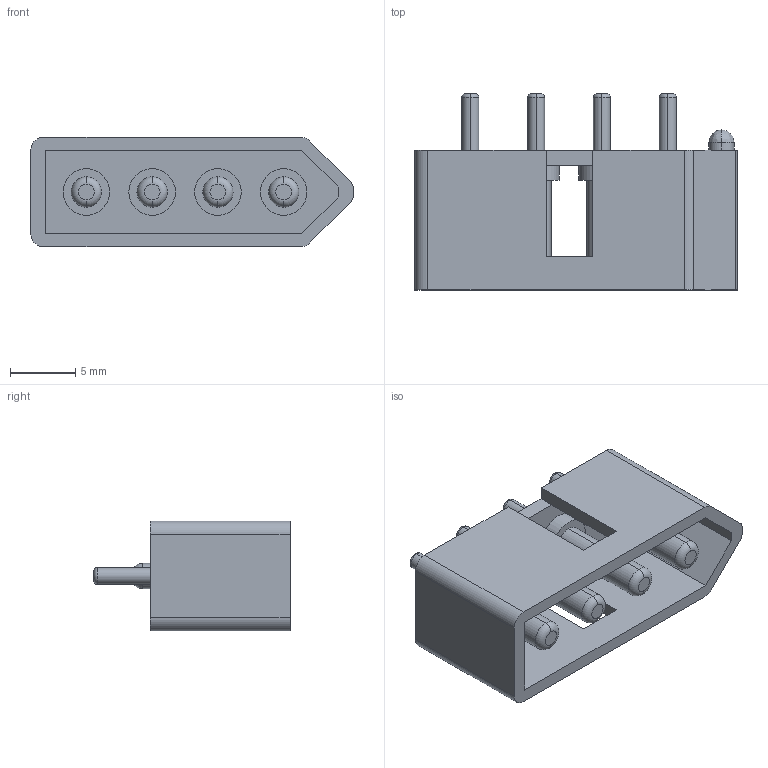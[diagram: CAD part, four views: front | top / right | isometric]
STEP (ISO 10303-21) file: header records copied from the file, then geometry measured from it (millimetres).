
FILE_DESCRIPTION((''),'2;1');
FILE_NAME('010181041','2014-09-08T',('me'),(''),'PRO/ENGINEER BY PARAMETRIC TECHNOLOGY CORPORATION, 2011490','PRO/ENGINEER BY PARAMETRIC TECHNOLOGY CORPORATION, 2011490','');
FILE_SCHEMA(('CONFIG_CONTROL_DESIGN'));
Length unit declared in the file: inch
Products named in the file (1): 010181041
Bounding box: 24.64 x 14.99 x 8.38 mm (x, y, z)
Volume: 929.1 mm3; surface area: 1839 mm2
Topology: 1 solids, 1 shells, 85 faces, 224 edges, 156 vertices
Faces by surface type: plane 35, cylinder 32, torus 16, bspline 2
Entity records: 2698 total; most frequent: DIRECTION 498, CARTESIAN_POINT 487, ORIENTED_EDGE 396, EDGE_CURVE 198, AXIS2_PLACEMENT_3D 192, VERTEX_POINT 125, VECTOR 114, LINE 114
